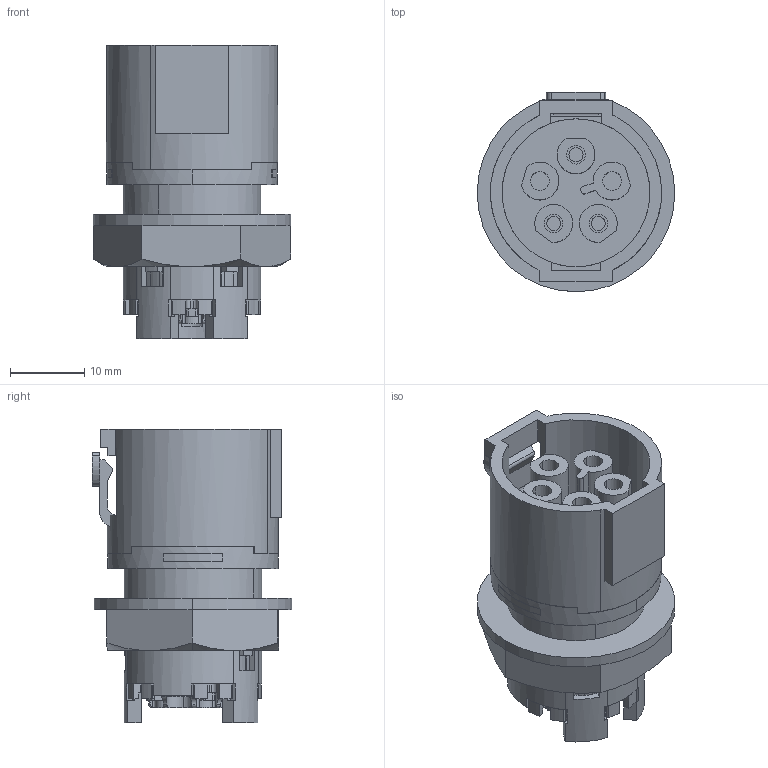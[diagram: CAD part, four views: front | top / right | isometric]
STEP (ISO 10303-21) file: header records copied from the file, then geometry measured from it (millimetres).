
FILE_DESCRIPTION(('CATIA V5 STEP Exchange','CAx-IF Rec.Pracs.--- Model Styling and Organization---1.5--- 2016-08-15','CAx-IF Rec.Pracs.---Supplemental Geometry---1.0---2011-11-01','CAx-IF Rec.Pracs.--- Composite Materials ---1.1---2010-07-15'),'2;1');
FILE_NAME ('D1637283_1', '2024-12-10T10:34:28+00:00', ('none'), ('Weidmueller'), 'CATIA Version 5-6 Release 2022 SP4 HF5', 'CATIA V5 STEP AP214 v3', 'none');
FILE_SCHEMA(('AUTOMOTIVE_DESIGN { 1 0 10303 214 1 1 1 1 }'));
Length unit declared in the file: millimetre
Products named in the file (1): S3D_RC_F_P3_M20_C_SP
Bounding box: 26.55 x 26.77 x 39.48 mm (x, y, z)
Volume: 9792.3 mm3; surface area: 8432.3 mm2
Topology: 2 solids, 2 shells, 502 faces, 1426 edges, 931 vertices
Faces by surface type: plane 252, cylinder 200, torus 32, cone 18
Entity records: 16085 total; most frequent: CARTESIAN_POINT 3529, ORIENTED_EDGE 2852, DIRECTION 1908, EDGE_CURVE 1426, VERTEX_POINT 931, AXIS2_PLACEMENT_3D 873, VECTOR 707, LINE 707
